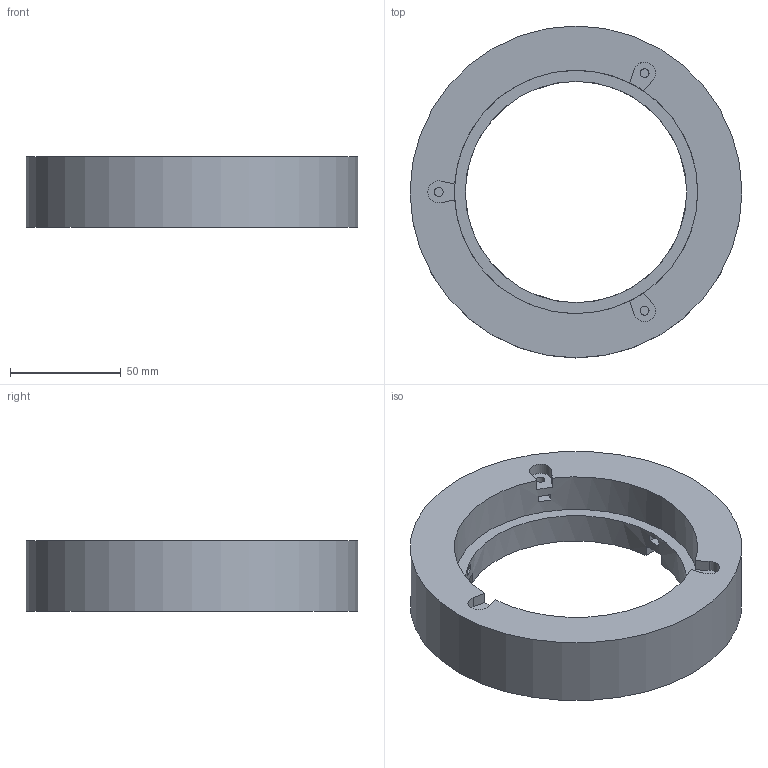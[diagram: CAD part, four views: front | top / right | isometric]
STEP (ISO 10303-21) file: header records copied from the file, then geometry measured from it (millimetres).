
FILE_DESCRIPTION(('FreeCAD Model'),'2;1');
FILE_NAME('base.step', '2015-04-27T12:17:30',('Author'),(''), 'Open CASCADE STEP processor 6.8','FreeCAD','Unknown');
FILE_SCHEMA(('AUTOMOTIVE_DESIGN_CC2 { 1 2 10303 214 -1 1 5 4 }'));
Length unit declared in the file: millimetre
Products named in the file (1): Base-N
Bounding box: 150 x 150 x 32 mm (x, y, z)
Volume: 280139 mm3; surface area: 47163 mm2
Topology: 1 solids, 1 shells, 78 faces, 207 edges, 140 vertices
Faces by surface type: plane 60, cylinder 18
Full cylindrical faces by diameter (mm): 3.3 x3, 4 x6, 100 x1, 110 x1, 150 x1
Entity records: 5562 total; most frequent: CARTESIAN_POINT 1374, DIRECTION 772, LINE 419, VECTOR 419, ORIENTED_EDGE 414, PCURVE 414, DEFINITIONAL_REPRESENTATION 414, EDGE_CURVE 207
